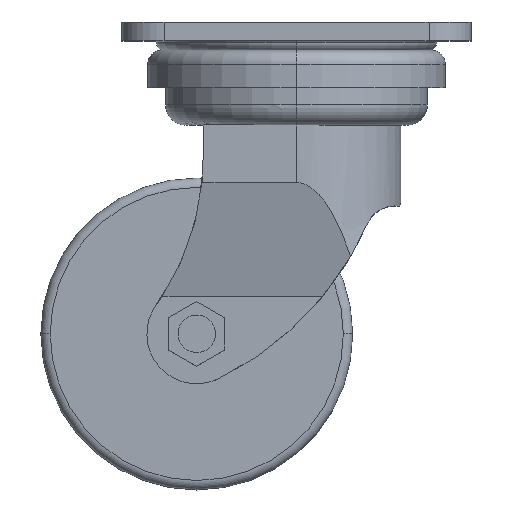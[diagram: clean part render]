
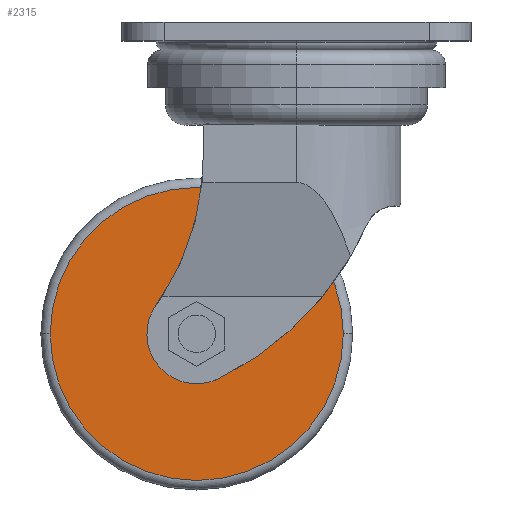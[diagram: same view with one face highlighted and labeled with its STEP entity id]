
A CAD part, top view. The second image highlights one B-rep face of the part: STEP entity #2315.
In plain terms, the highlighted planar face has unit normal (0, 0, 1).
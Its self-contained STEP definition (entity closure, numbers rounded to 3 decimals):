
#18 = CIRCLE ( 'NONE', #1794, 6. ) ;
#43 = DIRECTION ( 'NONE',  ( 0., 0., -1. ) ) ;
#84 = DIRECTION ( 'NONE',  ( 0., 0., -1. ) ) ;
#158 = CARTESIAN_POINT ( 'NONE',  ( -32., -100., 20. ) ) ;
#214 = CARTESIAN_POINT ( 'NONE',  ( -26., -100., 20. ) ) ;
#249 = CARTESIAN_POINT ( 'NONE',  ( -79., -100., 20. ) ) ;
#289 = DIRECTION ( 'NONE',  ( 1., 0., 0. ) ) ;
#422 = ORIENTED_EDGE ( 'NONE', *, *, #1535, .F. ) ;
#615 = DIRECTION ( 'NONE',  ( 0., 0., -1. ) ) ;
#693 = DIRECTION ( 'NONE',  ( -1., 0., 0. ) ) ;
#732 = AXIS2_PLACEMENT_3D ( 'NONE', #158, #1966, #2134 ) ;
#744 = ORIENTED_EDGE ( 'NONE', *, *, #1727, .T. ) ;
#756 = CIRCLE ( 'NONE', #732, 6. ) ;
#821 = AXIS2_PLACEMENT_3D ( 'NONE', #2274, #84, #693 ) ;
#1040 = CARTESIAN_POINT ( 'NONE',  ( 15., -100., 20. ) ) ;
#1121 = VERTEX_POINT ( 'NONE', #249 ) ;
#1136 = CARTESIAN_POINT ( 'NONE',  ( -32., -53., 20. ) ) ;
#1183 = AXIS2_PLACEMENT_3D ( 'NONE', #1136, #2354, #1917 ) ;
#1276 = VERTEX_POINT ( 'NONE', #214 ) ;
#1286 = AXIS2_PLACEMENT_3D ( 'NONE', #1380, #615, #1572 ) ;
#1324 = VERTEX_POINT ( 'NONE', #1040 ) ;
#1380 = CARTESIAN_POINT ( 'NONE',  ( -32., -100., 20. ) ) ;
#1409 = CARTESIAN_POINT ( 'NONE',  ( -38., -100., 20. ) ) ;
#1494 = CARTESIAN_POINT ( 'NONE',  ( -32., -100., 20. ) ) ;
#1535 = EDGE_CURVE ( 'NONE', #1324, #1121, #2539, .T. ) ;
#1572 = DIRECTION ( 'NONE',  ( -1., 0., 0. ) ) ;
#1727 = EDGE_CURVE ( 'NONE', #2596, #1276, #18, .T. ) ;
#1766 = CIRCLE ( 'NONE', #821, 47. ) ;
#1794 = AXIS2_PLACEMENT_3D ( 'NONE', #1494, #43, #289 ) ;
#1829 = PLANE ( 'NONE',  #1183 ) ;
#1902 = EDGE_CURVE ( 'NONE', #1276, #2596, #756, .T. ) ;
#1917 = DIRECTION ( 'NONE',  ( 1., 0., 0. ) ) ;
#1966 = DIRECTION ( 'NONE',  ( 0., 0., -1. ) ) ;
#2026 = FACE_BOUND ( 'NONE', #2250, .T. ) ;
#2134 = DIRECTION ( 'NONE',  ( 1., 0., 0. ) ) ;
#2162 = EDGE_CURVE ( 'NONE', #1121, #1324, #1766, .T. ) ;
#2227 = ORIENTED_EDGE ( 'NONE', *, *, #1902, .T. ) ;
#2250 = EDGE_LOOP ( 'NONE', ( #744, #2227 ) ) ;
#2274 = CARTESIAN_POINT ( 'NONE',  ( -32., -100., 20. ) ) ;
#2315 = ADVANCED_FACE ( 'NONE', ( #2581, #2026 ), #1829, .T. ) ;
#2354 = DIRECTION ( 'NONE',  ( 0., 0., 1. ) ) ;
#2375 = ORIENTED_EDGE ( 'NONE', *, *, #2162, .F. ) ;
#2411 = EDGE_LOOP ( 'NONE', ( #2375, #422 ) ) ;
#2539 = CIRCLE ( 'NONE', #1286, 47. ) ;
#2581 = FACE_OUTER_BOUND ( 'NONE', #2411, .T. ) ;
#2596 = VERTEX_POINT ( 'NONE', #1409 ) ;
